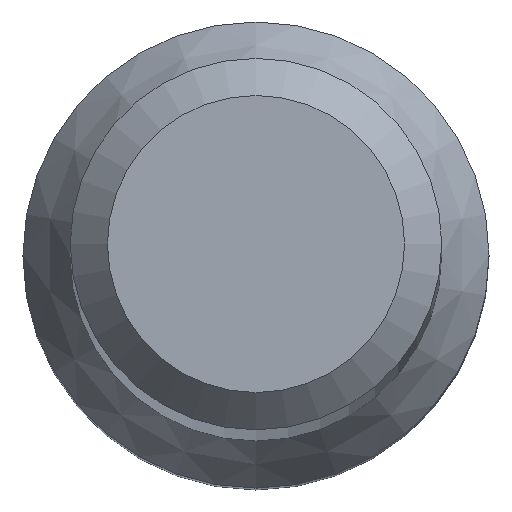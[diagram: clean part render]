
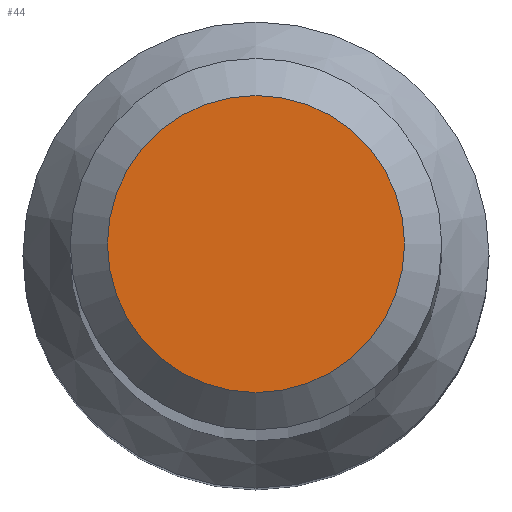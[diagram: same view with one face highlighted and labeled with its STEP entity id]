
A CAD part, top view. The second image highlights one B-rep face of the part: STEP entity #44.
In plain terms, the highlighted planar face has unit normal (0, 0, 1).
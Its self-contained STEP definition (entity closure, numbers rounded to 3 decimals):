
#14 = VERTEX_POINT ( 'NONE', #34 ) ;
#34 = CARTESIAN_POINT ( 'NONE',  ( 0., 1.6, 80. ) ) ;
#36 = DIRECTION ( 'NONE',  ( 0., 1., 0. ) ) ;
#41 = PLANE ( 'NONE',  #187 ) ;
#44 = ADVANCED_FACE ( 'NONE', ( #136 ), #41, .F. ) ;
#56 = ORIENTED_EDGE ( 'NONE', *, *, #208, .F. ) ;
#65 = DIRECTION ( 'NONE',  ( 0., 1., 0. ) ) ;
#73 = DIRECTION ( 'NONE',  ( 0., 0., -1. ) ) ;
#95 = CARTESIAN_POINT ( 'NONE',  ( 0., 0., 80. ) ) ;
#115 = AXIS2_PLACEMENT_3D ( 'NONE', #95, #73, #36 ) ;
#136 = FACE_OUTER_BOUND ( 'NONE', #149, .T. ) ;
#149 = EDGE_LOOP ( 'NONE', ( #56 ) ) ;
#155 = CARTESIAN_POINT ( 'NONE',  ( 0., 0., 80. ) ) ;
#158 = CIRCLE ( 'NONE', #115, 1.6 ) ;
#187 = AXIS2_PLACEMENT_3D ( 'NONE', #155, #226, #65 ) ;
#208 = EDGE_CURVE ( 'NONE', #14, #14, #158, .T. ) ;
#226 = DIRECTION ( 'NONE',  ( 0., 0., -1. ) ) ;
